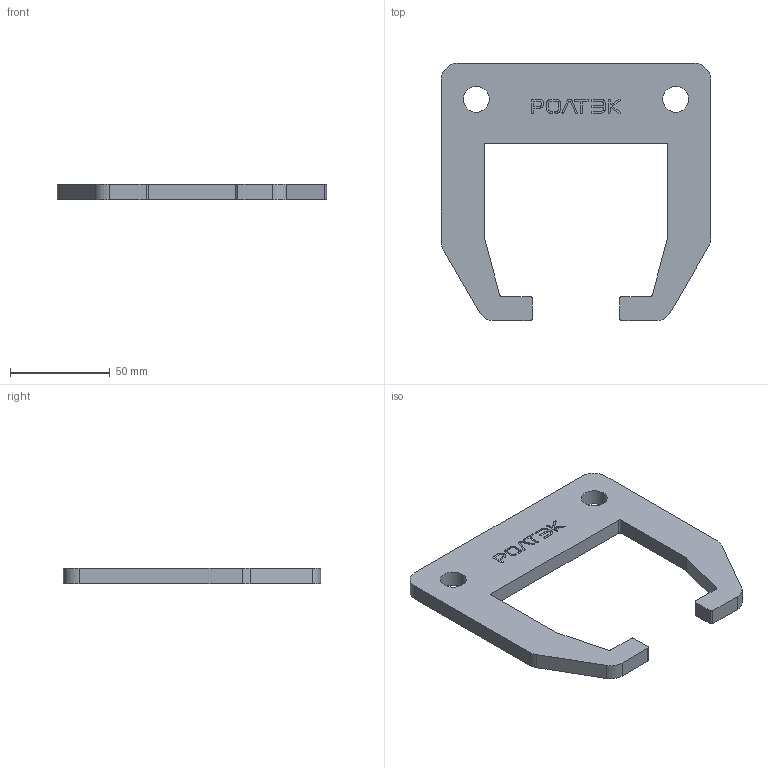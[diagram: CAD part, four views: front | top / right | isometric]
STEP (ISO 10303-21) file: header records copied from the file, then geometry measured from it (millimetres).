
FILE_DESCRIPTION(('STEP AP203'), '1');
FILE_NAME('255.RC74 Äåðæàòåëü RC74 âñïîìîãàòåëüíûé', '', ('UNSPECIFIED'), ('UNSPECIFIED'), 'ASCON STEP Converter 1.3', 'ASCON Math Kernel', '');
FILE_SCHEMA(('CONFIG_CONTROL_DESIGN'));
Length unit declared in the file: millimetre
Products named in the file (1): 255.RC74
Bounding box: 135 x 129 x 8 mm (x, y, z)
Volume: 71198.2 mm3; surface area: 24455.9 mm2
Topology: 1 solids, 1 shells, 157 faces, 444 edges, 296 vertices
Faces by surface type: plane 82, cylinder 75
Full cylindrical faces by diameter (mm): 13 x2
Entity records: 6426 total; most frequent: DIRECTION 908, CARTESIAN_POINT 896, ORIENTED_EDGE 884, EDGE_CURVE 442, AXIS2_PLACEMENT_3D 308, VERTEX_POINT 296, LINE 292, VECTOR 292
